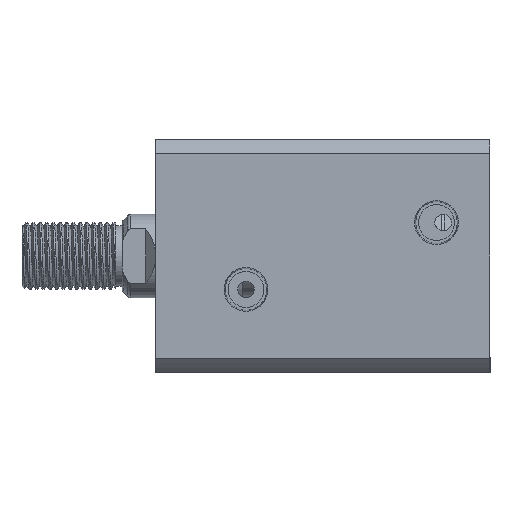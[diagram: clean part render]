
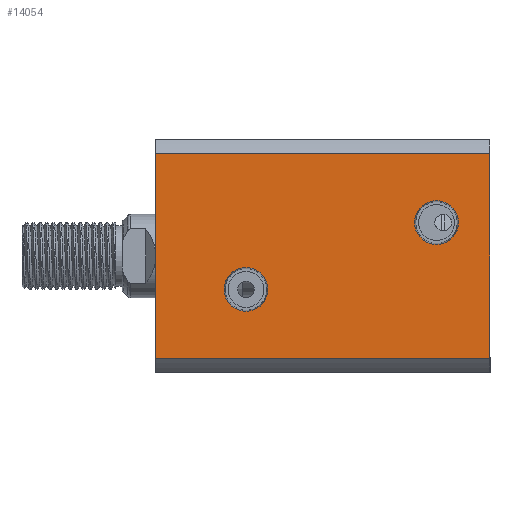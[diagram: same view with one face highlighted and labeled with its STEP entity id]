
A CAD part, left-side view. The second image highlights one B-rep face of the part: STEP entity #14054.
In plain terms, the highlighted planar face has unit normal (-1, 0, 0).
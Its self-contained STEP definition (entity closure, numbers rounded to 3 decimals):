
#10 = ORIENTED_EDGE ( 'NONE', *, *, #10844, .F. ) ;
#34 = CARTESIAN_POINT ( 'NONE',  ( -35., 10., 73. ) ) ;
#325 = CARTESIAN_POINT ( 'NONE',  ( -35., 30.615, 0. ) ) ;
#781 = EDGE_CURVE ( 'NONE', #6192, #7447, #3481, .T. ) ;
#1159 = VERTEX_POINT ( 'NONE', #11151 ) ;
#1249 = DIRECTION ( 'NONE',  ( 0., 0., 1. ) ) ;
#1323 = EDGE_LOOP ( 'NONE', ( #12616, #3443 ) ) ;
#1380 = DIRECTION ( 'NONE',  ( 0., 0., -1. ) ) ;
#1456 = PLANE ( 'NONE',  #9352 ) ;
#1501 = CARTESIAN_POINT ( 'NONE',  ( -35., -30.615, 0. ) ) ;
#1580 = CIRCLE ( 'NONE', #11145, 6.541 ) ;
#1721 = DIRECTION ( 'NONE',  ( -1., 0., 0. ) ) ;
#1815 = DIRECTION ( 'NONE',  ( 0., 0., 1. ) ) ;
#1921 = EDGE_CURVE ( 'NONE', #1159, #14019, #1580, .T. ) ;
#2324 = CARTESIAN_POINT ( 'NONE',  ( -35., 10., 73. ) ) ;
#2619 = ORIENTED_EDGE ( 'NONE', *, *, #11450, .T. ) ;
#3443 = ORIENTED_EDGE ( 'NONE', *, *, #1921, .F. ) ;
#3481 = CIRCLE ( 'NONE', #8029, 6.541 ) ;
#3529 = DIRECTION ( 'NONE',  ( 0., 0., 1. ) ) ;
#3639 = CARTESIAN_POINT ( 'NONE',  ( -35., -10., 9.459 ) ) ;
#3714 = CARTESIAN_POINT ( 'NONE',  ( -35., 10., 79.541 ) ) ;
#3937 = ORIENTED_EDGE ( 'NONE', *, *, #14225, .F. ) ;
#4000 = VERTEX_POINT ( 'NONE', #9565 ) ;
#4075 = FACE_BOUND ( 'NONE', #1323, .T. ) ;
#4436 = LINE ( 'NONE', #6021, #10868 ) ;
#4467 = VECTOR ( 'NONE', #8539, 1000. ) ;
#4629 = AXIS2_PLACEMENT_3D ( 'NONE', #34, #8490, #1249 ) ;
#4760 = EDGE_LOOP ( 'NONE', ( #5826, #2619, #10, #9857 ) ) ;
#4952 = CARTESIAN_POINT ( 'NONE',  ( -35., -30.615, -200. ) ) ;
#5139 = DIRECTION ( 'NONE',  ( 0., 1., 0. ) ) ;
#5220 = LINE ( 'NONE', #7297, #4467 ) ;
#5566 = CARTESIAN_POINT ( 'NONE',  ( -35., -10., 16. ) ) ;
#5826 = ORIENTED_EDGE ( 'NONE', *, *, #8505, .F. ) ;
#5836 = AXIS2_PLACEMENT_3D ( 'NONE', #5566, #14057, #6769 ) ;
#6021 = CARTESIAN_POINT ( 'NONE',  ( -35., 35., 0. ) ) ;
#6040 = LINE ( 'NONE', #13427, #13256 ) ;
#6162 = DIRECTION ( 'NONE',  ( 0., 0., 1. ) ) ;
#6192 = VERTEX_POINT ( 'NONE', #13372 ) ;
#6199 = CIRCLE ( 'NONE', #4629, 6.541 ) ;
#6417 = VERTEX_POINT ( 'NONE', #15216 ) ;
#6649 = EDGE_CURVE ( 'NONE', #14019, #1159, #6199, .T. ) ;
#6769 = DIRECTION ( 'NONE',  ( 0., 0., 1. ) ) ;
#7219 = DIRECTION ( 'NONE',  ( 0., -1., 0. ) ) ;
#7297 = CARTESIAN_POINT ( 'NONE',  ( -35., 35., 100. ) ) ;
#7447 = VERTEX_POINT ( 'NONE', #3639 ) ;
#8029 = AXIS2_PLACEMENT_3D ( 'NONE', #11446, #1721, #1815 ) ;
#8199 = EDGE_LOOP ( 'NONE', ( #11885, #3937 ) ) ;
#8490 = DIRECTION ( 'NONE',  ( -1., 0., 0. ) ) ;
#8505 = EDGE_CURVE ( 'NONE', #15156, #4000, #6040, .T. ) ;
#8539 = DIRECTION ( 'NONE',  ( 0., -1., 0. ) ) ;
#8603 = VERTEX_POINT ( 'NONE', #1501 ) ;
#9352 = AXIS2_PLACEMENT_3D ( 'NONE', #14763, #12406, #5139 ) ;
#9565 = CARTESIAN_POINT ( 'NONE',  ( -35., 30.615, 100. ) ) ;
#9857 = ORIENTED_EDGE ( 'NONE', *, *, #10221, .F. ) ;
#10096 = VECTOR ( 'NONE', #1380, 1000. ) ;
#10124 = FACE_OUTER_BOUND ( 'NONE', #4760, .T. ) ;
#10221 = EDGE_CURVE ( 'NONE', #4000, #6417, #5220, .T. ) ;
#10498 = LINE ( 'NONE', #4952, #10096 ) ;
#10781 = DIRECTION ( 'NONE',  ( -1., 0., 0. ) ) ;
#10844 = EDGE_CURVE ( 'NONE', #6417, #8603, #10498, .T. ) ;
#10868 = VECTOR ( 'NONE', #7219, 1000. ) ;
#11145 = AXIS2_PLACEMENT_3D ( 'NONE', #2324, #10781, #3529 ) ;
#11151 = CARTESIAN_POINT ( 'NONE',  ( -35., 10., 66.459 ) ) ;
#11446 = CARTESIAN_POINT ( 'NONE',  ( -35., -10., 16. ) ) ;
#11450 = EDGE_CURVE ( 'NONE', #15156, #8603, #4436, .T. ) ;
#11473 = CIRCLE ( 'NONE', #5836, 6.541 ) ;
#11885 = ORIENTED_EDGE ( 'NONE', *, *, #781, .F. ) ;
#12406 = DIRECTION ( 'NONE',  ( 1., 0., 0. ) ) ;
#12616 = ORIENTED_EDGE ( 'NONE', *, *, #6649, .F. ) ;
#13256 = VECTOR ( 'NONE', #6162, 1000. ) ;
#13372 = CARTESIAN_POINT ( 'NONE',  ( -35., -10., 22.541 ) ) ;
#13414 = FACE_BOUND ( 'NONE', #8199, .T. ) ;
#13427 = CARTESIAN_POINT ( 'NONE',  ( -35., 30.615, -200. ) ) ;
#14019 = VERTEX_POINT ( 'NONE', #3714 ) ;
#14054 = ADVANCED_FACE ( 'NONE', ( #13414, #4075, #10124 ), #1456, .F. ) ;
#14057 = DIRECTION ( 'NONE',  ( -1., 0., 0. ) ) ;
#14225 = EDGE_CURVE ( 'NONE', #7447, #6192, #11473, .T. ) ;
#14763 = CARTESIAN_POINT ( 'NONE',  ( -35., 35., 100. ) ) ;
#15156 = VERTEX_POINT ( 'NONE', #325 ) ;
#15216 = CARTESIAN_POINT ( 'NONE',  ( -35., -30.615, 100. ) ) ;
